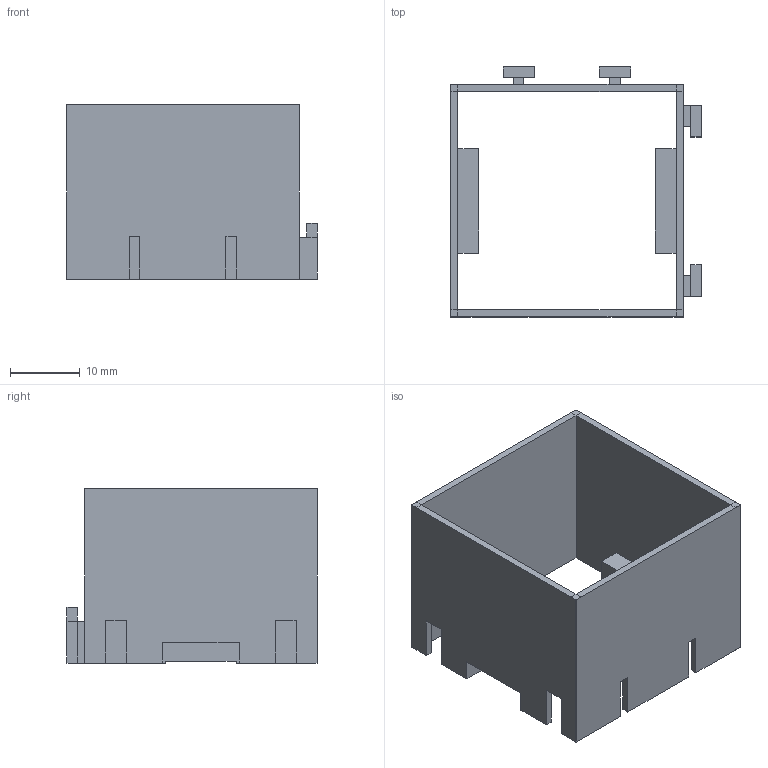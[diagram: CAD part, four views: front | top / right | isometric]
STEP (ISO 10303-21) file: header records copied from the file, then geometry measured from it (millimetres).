
FILE_DESCRIPTION(('FreeCAD Model'),'2;1');
FILE_NAME('Open CASCADE Shape Model','2022-09-05T11:50:05',('Author'),( ''),'Open CASCADE STEP processor 7.5','FreeCAD','Unknown');
FILE_SCHEMA(('AUTOMOTIVE_DESIGN { 1 0 10303 214 1 1 1 1 }'));
Length unit declared in the file: millimetre
Products named in the file (1): Body
Bounding box: 35.93 x 35.87 x 25 mm (x, y, z)
Volume: 3698.7 mm3; surface area: 7330.2 mm2
Topology: 1 solids, 1 shells, 130 faces, 340 edges, 210 vertices
Faces by surface type: plane 130
Entity records: 8290 total; most frequent: CARTESIAN_POINT 1361, DIRECTION 1282, LINE 1020, VECTOR 1020, ORIENTED_EDGE 680, PCURVE 680, DEFINITIONAL_REPRESENTATION 680, EDGE_CURVE 340
